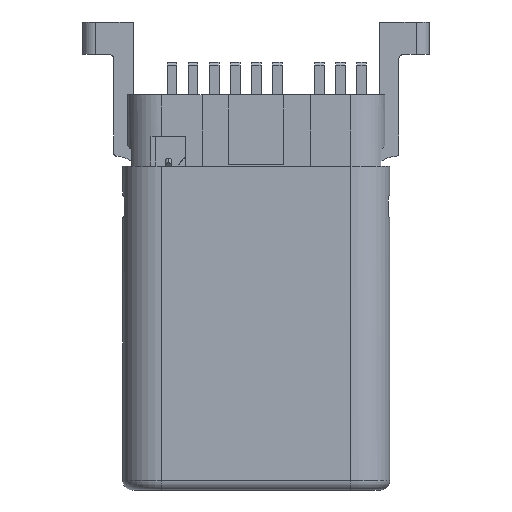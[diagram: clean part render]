
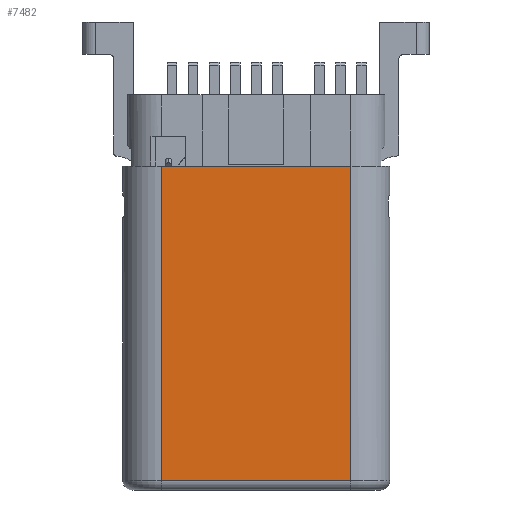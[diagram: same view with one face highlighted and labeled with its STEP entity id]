
A CAD part, front view. The second image highlights one B-rep face of the part: STEP entity #7482.
In plain terms, the highlighted planar face has unit normal (0, -1, 0).
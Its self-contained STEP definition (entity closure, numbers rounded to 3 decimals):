
#285=DIRECTION('',(1.,0.,0.));
#286=VECTOR('',#285,5.85);
#287=CARTESIAN_POINT('',(-2.925,-1.17,-8.76));
#288=LINE('',#287,#286);
#500=DIRECTION('',(0.,0.,1.));
#501=VECTOR('',#500,9.7);
#502=CARTESIAN_POINT('',(2.925,-1.17,-8.76));
#503=LINE('',#502,#501);
#548=DIRECTION('',(1.,0.,0.));
#549=VECTOR('',#548,5.85);
#550=CARTESIAN_POINT('',(-2.925,-1.17,0.94));
#551=LINE('',#550,#549);
#552=DIRECTION('',(0.,0.,-1.));
#553=VECTOR('',#552,9.7);
#554=CARTESIAN_POINT('',(-2.925,-1.17,0.94));
#555=LINE('',#554,#553);
#5738=CARTESIAN_POINT('',(2.925,-1.17,0.94));
#5740=VERTEX_POINT('',#5738);
#5743=CARTESIAN_POINT('',(2.925,-1.17,-8.76));
#5745=VERTEX_POINT('',#5743);
#5747=CARTESIAN_POINT('',(-2.925,-1.17,0.94));
#5748=VERTEX_POINT('',#5747);
#5837=CARTESIAN_POINT('',(-2.925,-1.17,-8.76));
#5838=VERTEX_POINT('',#5837);
#7470=CARTESIAN_POINT('',(4.125,-1.17,2.44));
#7471=DIRECTION('',(0.,-1.,0.));
#7472=DIRECTION('',(-1.,0.,0.));
#7473=AXIS2_PLACEMENT_3D('',#7470,#7471,#7472);
#7474=PLANE('',#7473);
#7475=ORIENTED_EDGE('',*,*,#7342,.T.);
#7476=ORIENTED_EDGE('',*,*,#7447,.F.);
#7477=ORIENTED_EDGE('',*,*,#7223,.F.);
#7479=ORIENTED_EDGE('',*,*,#7478,.F.);
#7480=EDGE_LOOP('',(#7475,#7476,#7477,#7479));
#7481=FACE_OUTER_BOUND('',#7480,.F.);
#7482=ADVANCED_FACE('',(#7481),#7474,.T.);
#7223=EDGE_CURVE('',#5838,#5745,#288,.T.);
#7342=EDGE_CURVE('',#5748,#5740,#551,.T.);
#7447=EDGE_CURVE('',#5745,#5740,#503,.T.);
#7478=EDGE_CURVE('',#5748,#5838,#555,.T.);
